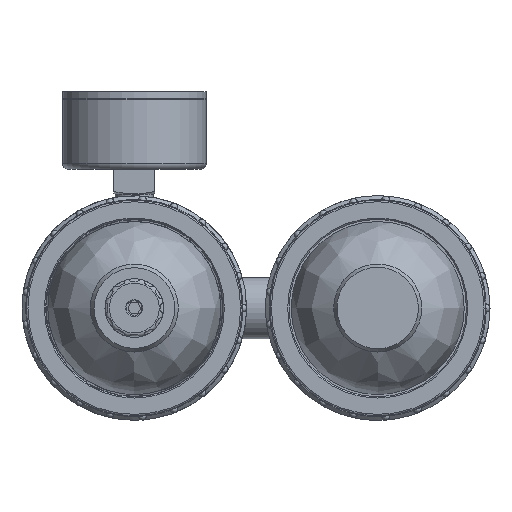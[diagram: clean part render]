
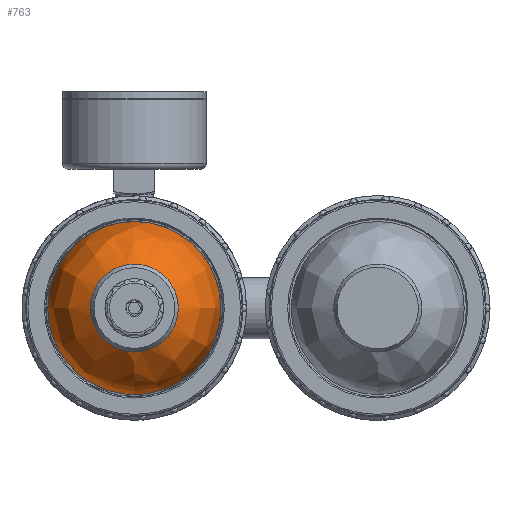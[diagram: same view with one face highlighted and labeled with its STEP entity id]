
A CAD part, front view. The second image highlights one B-rep face of the part: STEP entity #763.
In plain terms, the highlighted free-form (B-spline) face has degree [3, 3] with [4, 7] control points.
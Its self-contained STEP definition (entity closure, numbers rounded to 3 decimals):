
#763 = ADVANCED_FACE( '', ( #2162, #2163 ), #2164, .T. );
#2162 = FACE_OUTER_BOUND( '', #4062, .T. );
#2163 = FACE_OUTER_BOUND( '', #4063, .T. );
#2164 = ( BOUNDED_SURFACE(  )B_SPLINE_SURFACE( 3, 3, ( ( #4066, #4067, #4068, #4069, #4070, #4071, #4072 ), ( #4073, #4074, #4075, #4076, #4077, #4078, #4079 ), ( #4080, #4081, #4082, #4083, #4084, #4085, #4086 ), ( #4087, #4088, #4089, #4090, #4091, #4092, #4093 ) ), .UNSPECIFIED., .F., .T., .F. )B_SPLINE_SURFACE_WITH_KNOTS( ( 4, 4 ), ( 4, 3, 4 ), ( 0., 6.283 ), ( 0.013, 0.575, 1.137 ), .UNSPECIFIED. )GEOMETRIC_REPRESENTATION_ITEM(  )RATIONAL_B_SPLINE_SURFACE( ( ( 1., 0.333, 0.333, 1., 0.333, 0.333, 1. ), ( 0.897, 0.299, 0.299, 0.897, 0.299, 0.299, 0.897 ), ( 0.897, 0.299, 0.299, 0.897, 0.299, 0.299, 0.897 ), ( 1., 0.333, 0.333, 1., 0.333, 0.333, 1. ) ) )REPRESENTATION_ITEM( '' )SURFACE(  ) );
#4062 = EDGE_LOOP( '', ( #8569 ) );
#4063 = EDGE_LOOP( '', ( #8570 ) );
#4066 = CARTESIAN_POINT( '', ( 0., -94.5, -15. ) );
#4067 = CARTESIAN_POINT( '', ( 30., -94.5, -15. ) );
#4068 = CARTESIAN_POINT( '', ( 30., -94.5, 15. ) );
#4069 = CARTESIAN_POINT( '', ( 0., -94.5, 15. ) );
#4070 = CARTESIAN_POINT( '', ( -30., -94.5, 15. ) );
#4071 = CARTESIAN_POINT( '', ( -30., -94.5, -15. ) );
#4072 = CARTESIAN_POINT( '', ( 0., -94.5, -15. ) );
#4073 = CARTESIAN_POINT( '', ( 0., -90.342, -23.984 ) );
#4074 = CARTESIAN_POINT( '', ( 47.968, -90.342, -23.984 ) );
#4075 = CARTESIAN_POINT( '', ( 47.968, -90.342, 23.984 ) );
#4076 = CARTESIAN_POINT( '', ( 0., -90.342, 23.984 ) );
#4077 = CARTESIAN_POINT( '', ( -47.968, -90.342, 23.984 ) );
#4078 = CARTESIAN_POINT( '', ( -47.968, -90.342, -23.984 ) );
#4079 = CARTESIAN_POINT( '', ( 0., -90.342, -23.984 ) );
#4080 = CARTESIAN_POINT( '', ( 0., -82.035, -29.369 ) );
#4081 = CARTESIAN_POINT( '', ( 58.739, -82.035, -29.369 ) );
#4082 = CARTESIAN_POINT( '', ( 58.739, -82.035, 29.369 ) );
#4083 = CARTESIAN_POINT( '', ( 0., -82.035, 29.369 ) );
#4084 = CARTESIAN_POINT( '', ( -58.739, -82.035, 29.369 ) );
#4085 = CARTESIAN_POINT( '', ( -58.739, -82.035, -29.369 ) );
#4086 = CARTESIAN_POINT( '', ( 0., -82.035, -29.369 ) );
#4087 = CARTESIAN_POINT( '', ( 0., -72.137, -29.498 ) );
#4088 = CARTESIAN_POINT( '', ( 58.996, -72.137, -29.498 ) );
#4089 = CARTESIAN_POINT( '', ( 58.996, -72.137, 29.498 ) );
#4090 = CARTESIAN_POINT( '', ( 0., -72.137, 29.498 ) );
#4091 = CARTESIAN_POINT( '', ( -58.996, -72.137, 29.498 ) );
#4092 = CARTESIAN_POINT( '', ( -58.996, -72.137, -29.498 ) );
#4093 = CARTESIAN_POINT( '', ( 0., -72.137, -29.498 ) );
#8569 = ORIENTED_EDGE( '', *, *, #13000, .T. );
#8570 = ORIENTED_EDGE( '', *, *, #12999, .F. );
#12999 = EDGE_CURVE( '', #15910, #15910, #15911, .T. );
#13000 = EDGE_CURVE( '', #15912, #15912, #15913, .T. );
#15910 = VERTEX_POINT( '', #21839 );
#15911 = CIRCLE( '', #21840, 15. );
#15912 = VERTEX_POINT( '', #21841 );
#15913 = CIRCLE( '', #21842, 29.498 );
#21839 = CARTESIAN_POINT( '', ( 0., -94.5, -15. ) );
#21840 = AXIS2_PLACEMENT_3D( '', #26766, #26767, #26768 );
#21841 = CARTESIAN_POINT( '', ( 0., -72.137, -29.498 ) );
#21842 = AXIS2_PLACEMENT_3D( '', #26769, #26770, #26771 );
#26766 = CARTESIAN_POINT( '', ( 0., -94.5, 0. ) );
#26767 = DIRECTION( '', ( 0., -1., 0. ) );
#26768 = DIRECTION( '', ( 0., 0., -1. ) );
#26769 = CARTESIAN_POINT( '', ( 0., -72.137, 0. ) );
#26770 = DIRECTION( '', ( 0., -1., 0. ) );
#26771 = DIRECTION( '', ( 0., 0., -1. ) );
